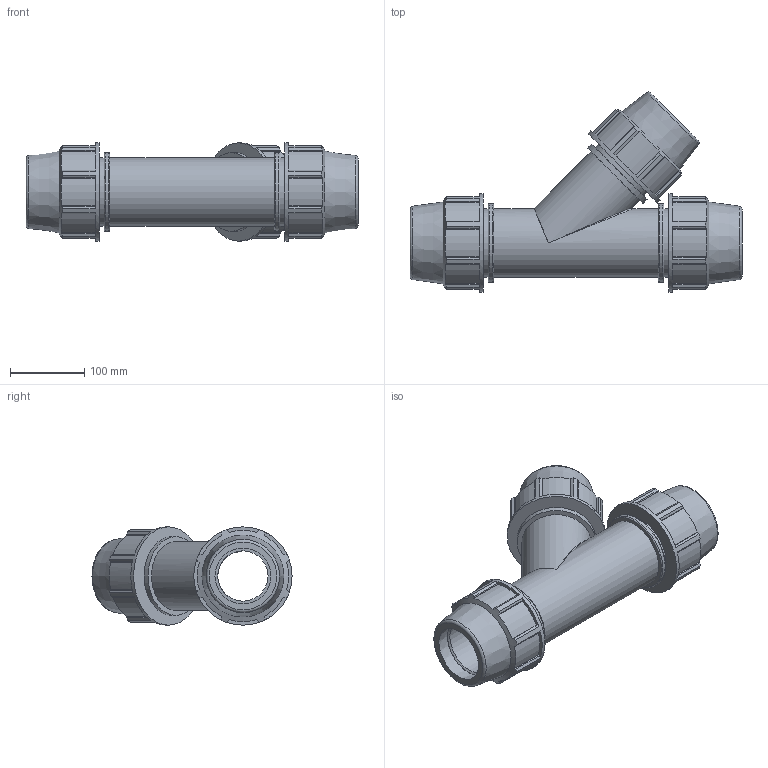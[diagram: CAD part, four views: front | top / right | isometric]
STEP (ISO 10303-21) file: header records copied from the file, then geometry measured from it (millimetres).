
FILE_DESCRIPTION(/* description */ ('PLASSON 45° TEE 75-75-75'),/* implementation_level */ '2;1');
FILE_NAME(/* name */ '876400075_186400075.ipt.stp',/* time_stamp */ '2017-06-08T04:14:07+03:00',/* author */ ('KIM'),/* organization */ (''),/* preprocessor_version */ 'ST-DEVELOPER v15.6',/* originating_system */ 'Autodesk Inventor 2015',/* authorisation */ '');
FILE_SCHEMA (('AUTOMOTIVE_DESIGN { 1 0 10303 214 3 1 1 }'));
Length unit declared in the file: millimetre
Products named in the file (1): 876400075_186400075
Bounding box: 446 x 268.79 x 132 mm (x, y, z)
Volume: 2724354.4 mm3; surface area: 400885.9 mm2
Topology: 1 solids, 1 shells, 199 faces, 540 edges, 353 vertices
Faces by surface type: plane 138, cylinder 41, cone 11, torus 7, bspline 2
Full cylindrical faces by diameter (mm): 67.5 x2, 75 x3, 92.4 x5, 105.6 x3, 132 x3
Entity records: 6265 total; most frequent: CARTESIAN_POINT 1266, DIRECTION 986, ORIENTED_EDGE 976, EDGE_CURVE 488, AXIS2_PLACEMENT_3D 349, VERTEX_POINT 341, LINE 288, VECTOR 288
